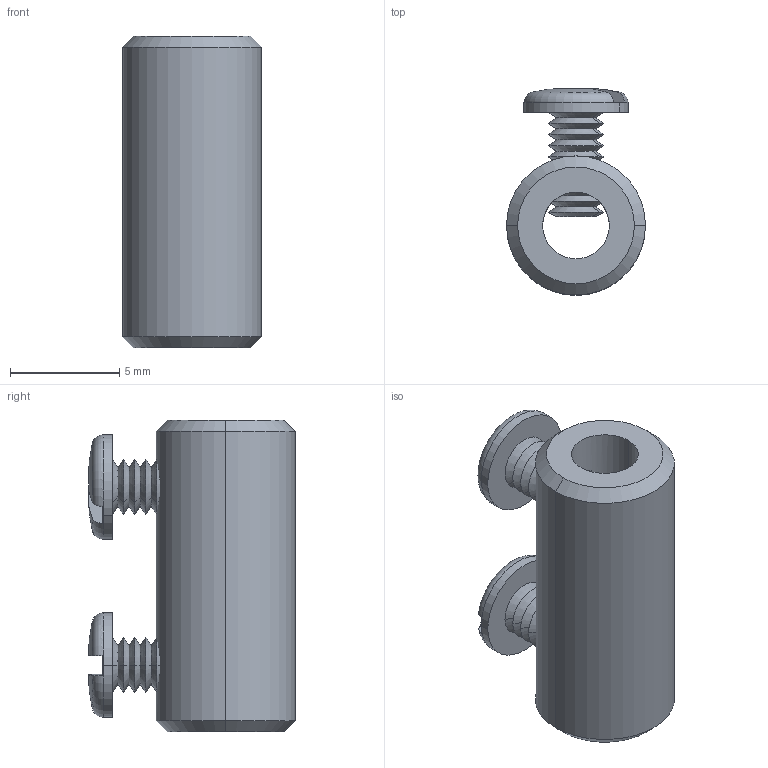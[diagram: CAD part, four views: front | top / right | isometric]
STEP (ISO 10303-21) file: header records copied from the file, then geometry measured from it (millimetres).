
FILE_DESCRIPTION (( 'STEP AP203' ), '1' );
FILE_NAME ('A0725-2-CN.STEP', '2020-09-25T12:36:36', ( '' ), ( '' ), 'SwSTEP 2.0', 'SolidWorks 2020', '' );
FILE_SCHEMA (( 'CONFIG_CONTROL_DESIGN' ));
Length unit declared in the file: inch
Products named in the file (1): A0725-2-CN
Bounding box: 6.35 x 9.43 x 14.22 mm (x, y, z)
Volume: 392.1 mm3; surface area: 697 mm2
Topology: 3 solids, 3 shells, 152 faces, 324 edges, 180 vertices
Faces by surface type: cone 120, plane 16, cylinder 8, torus 8
Entity records: 4295 total; most frequent: CARTESIAN_POINT 925, DIRECTION 746, ORIENTED_EDGE 648, EDGE_CURVE 324, AXIS2_PLACEMENT_3D 309, VERTEX_POINT 180, EDGE_LOOP 160, CIRCLE 156
